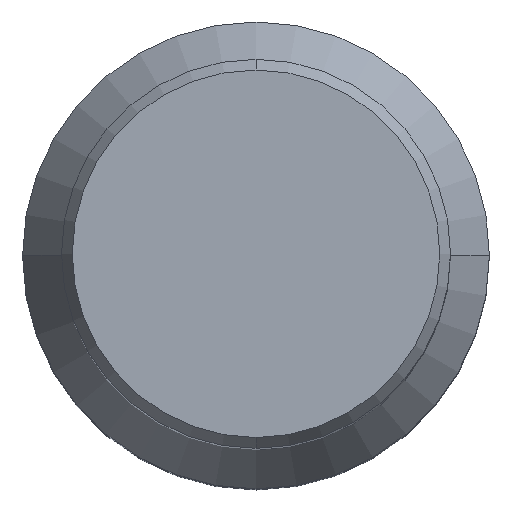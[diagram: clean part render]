
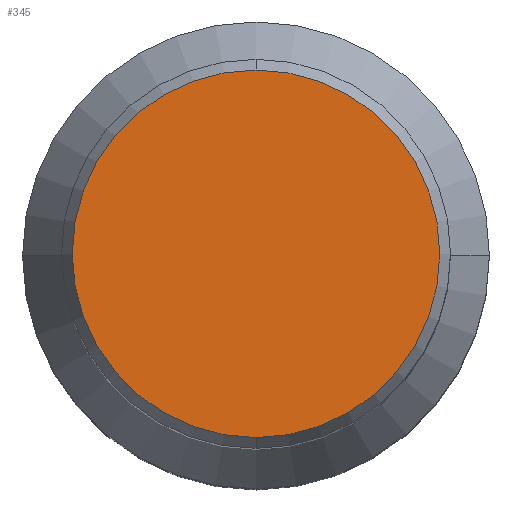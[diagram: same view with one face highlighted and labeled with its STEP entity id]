
A CAD part, top view. The second image highlights one B-rep face of the part: STEP entity #345.
In plain terms, the highlighted planar face has unit normal (0, 0, 1).
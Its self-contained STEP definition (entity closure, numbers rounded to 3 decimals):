
#345=ADVANCED_FACE('',(#721),#722,.T.);
#395=EDGE_CURVE('',#519,#535,#781,.T.);
#439=EDGE_CURVE('',#535,#519,#831,.T.);
#519=VERTEX_POINT('',#914);
#535=VERTEX_POINT('',#933);
#721=FACE_OUTER_BOUND('',#1246,.T.);
#722=PLANE('',#1247);
#781=CIRCLE('',#1363,11.807);
#831=CIRCLE('',#1513,11.807);
#914=CARTESIAN_POINT('',(0.,-11.807,0.0));
#933=CARTESIAN_POINT('',(0.0,11.807,0.0));
#1246=EDGE_LOOP('',(#2025,#2026));
#1247=AXIS2_PLACEMENT_3D('',#2027,#2028,#2029);
#1363=AXIS2_PLACEMENT_3D('',#2110,#2111,#2112);
#1513=AXIS2_PLACEMENT_3D('',#2165,#2166,#2167);
#2025=ORIENTED_EDGE('',*,*,#439,.F.);
#2026=ORIENTED_EDGE('',*,*,#395,.F.);
#2027=CARTESIAN_POINT('',(0.0,5.904,0.0));
#2028=DIRECTION('',(-0.0,0.0,1.0));
#2029=DIRECTION('',(0.0,-1.0,0.0));
#2110=CARTESIAN_POINT('',(0.0,0.0,0.0));
#2111=DIRECTION('',(0.0,0.0,-1.0));
#2112=DIRECTION('',(0.0,1.0,0.0));
#2165=CARTESIAN_POINT('',(0.0,0.0,0.0));
#2166=DIRECTION('',(0.0,0.0,-1.0));
#2167=DIRECTION('',(0.0,1.0,0.0));
